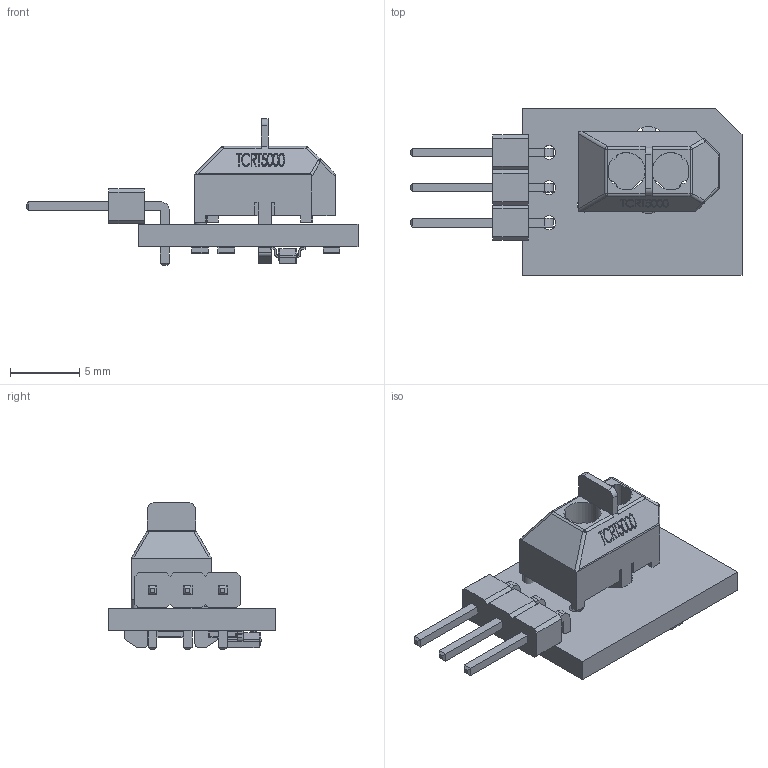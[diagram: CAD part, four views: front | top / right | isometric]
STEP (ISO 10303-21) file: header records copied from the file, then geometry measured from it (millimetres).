
FILE_DESCRIPTION(('KiCad electronic assembly'),'2;1');
FILE_NAME('tcrt5000.step','2020-01-24T16:18:05',('An Author'),( 'A Company'),'Open CASCADE STEP processor 6.9', 'KiCad to STEP converter','Unknown');
FILE_SCHEMA(('AUTOMOTIVE_DESIGN { 1 0 10303 214 1 1 1 1 }'));
Length unit declared in the file: millimetre
Products named in the file (10): Open CASCADE STEP translator 6.9 1; PinHeader_1x03_P2.54mm_Horizontal; SOLID; SOT-23; R_0805_2012Metric; TCRT5000; COMPOUND
Assembly tree (12 placements, depth 3):
  Open CASCADE STEP translator 6.9 1
    PinHeader_1x03_P2.54mm_Horizontal
      SOLID
    SOT-23
      SOLID
    R_0805_2012Metric  x4
      SOLID
    TCRT5000
      SOLID
    COMPOUND
Bounding box: 24.01 x 12.06 x 10.6 mm (x, y, z)
Volume: 550.4 mm3; surface area: 1108 mm2
Topology: 8 solids, 8 shells, 495 faces, 1279 edges, 816 vertices
Faces by surface type: plane 320, cylinder 91, bspline 76, sphere 6, torus 2
Full cylindrical faces by diameter (mm): 1 x8, 2.5 x2
Entity records: 34474 total; most frequent: CARTESIAN_POINT 10848, DIRECTION 3594, LINE 2564, VECTOR 2564, ORIENTED_EDGE 2150, PCURVE 2150, DEFINITIONAL_REPRESENTATION 2150, EDGE_CURVE 1075
